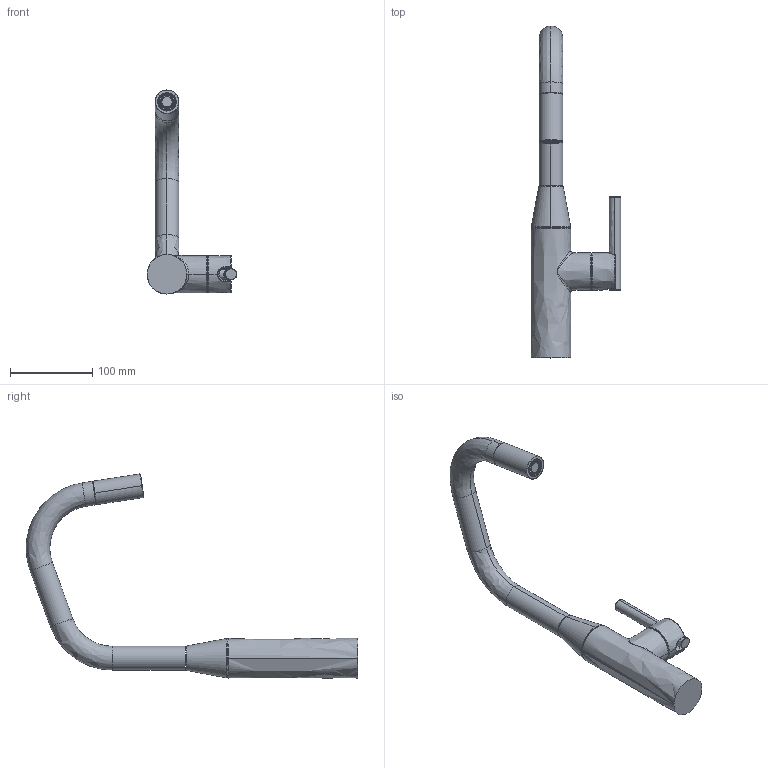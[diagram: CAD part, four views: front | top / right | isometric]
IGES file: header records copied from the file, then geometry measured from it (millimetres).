
Start section:  PTC IGES file: 1400-5113.igs
Global section: file name: 1400-5113.igs; native system: Creo Parametric by PTC Inc.; preprocessor: 2018400; author: jinson.thomas; organization: Unknown; date: 20210407.141558; units: inch
Bounding box: 109.19 x 404.2 x 248.55 mm (x, y, z)
Volume: 738435.8 mm3; surface area: 90445.1 mm2
Topology: 3 solids, 3 shells, 276 faces, 685 edges, 424 vertices
Faces by surface type: revolution 140, bspline 136
